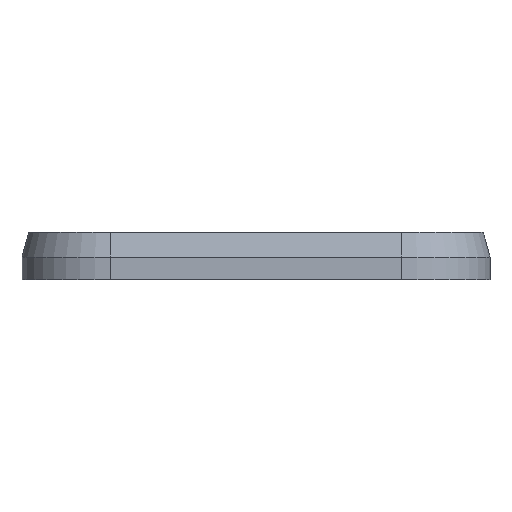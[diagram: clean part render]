
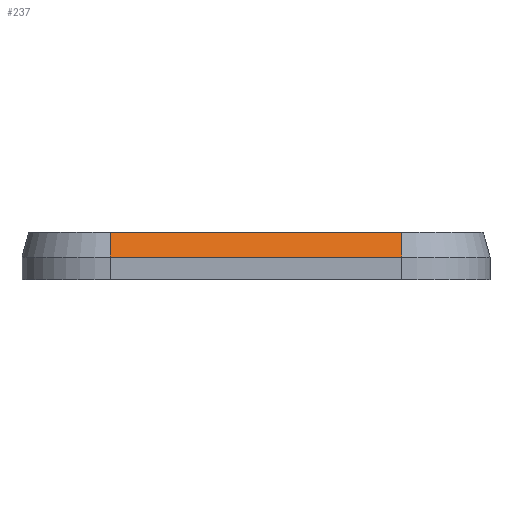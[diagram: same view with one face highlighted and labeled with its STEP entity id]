
A CAD part, left-side view. The second image highlights one B-rep face of the part: STEP entity #237.
In plain terms, the highlighted planar face has unit normal (-0.966, 0, 0.259).
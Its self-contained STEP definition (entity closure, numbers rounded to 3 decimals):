
#173=FACE_OUTER_BOUND('',#551,.T.);
#237=ADVANCED_FACE('',(#173),#285,.F.);
#285=PLANE('',#1178);
#311=LINE('',#1618,#403);
#369=LINE('',#1775,#461);
#377=LINE('',#1796,#469);
#378=LINE('',#1798,#470);
#403=VECTOR('',#1246,1.);
#461=VECTOR('',#1428,1.);
#469=VECTOR('',#1456,1.);
#470=VECTOR('',#1459,1.);
#551=EDGE_LOOP('',(#815,#816,#817,#818));
#815=ORIENTED_EDGE('',*,*,#1036,.F.);
#816=ORIENTED_EDGE('',*,*,#1048,.F.);
#817=ORIENTED_EDGE('',*,*,#957,.F.);
#818=ORIENTED_EDGE('',*,*,#1047,.T.);
#871=VERTEX_POINT('',#1613);
#873=VERTEX_POINT('',#1619);
#908=VERTEX_POINT('',#1770);
#909=VERTEX_POINT('',#1774);
#957=EDGE_CURVE('',#871,#873,#311,.T.);
#1036=EDGE_CURVE('',#909,#908,#369,.T.);
#1047=EDGE_CURVE('',#871,#908,#377,.T.);
#1048=EDGE_CURVE('',#873,#909,#378,.T.);
#1178=AXIS2_PLACEMENT_3D('',#1799,#1460,#1461);
#1246=DIRECTION('',(-0.259,0.,-0.966));
#1428=DIRECTION('',(0.259,0.,0.966));
#1456=DIRECTION('',(0.,1.,0.));
#1459=DIRECTION('',(0.,1.,0.));
#1460=DIRECTION('',(0.966,0.,-0.259));
#1461=DIRECTION('',(0.259,0.,0.966));
#1613=CARTESIAN_POINT('',(-60.357,-14.,2.4));
#1618=CARTESIAN_POINT('',(-60.357,-14.,2.4));
#1619=CARTESIAN_POINT('',(-61.,-14.,0.));
#1770=CARTESIAN_POINT('',(-60.357,14.,2.4));
#1774=CARTESIAN_POINT('',(-61.,14.,0.));
#1775=CARTESIAN_POINT('',(-61.,14.,0.));
#1796=CARTESIAN_POINT('',(-60.357,-14.,2.4));
#1798=CARTESIAN_POINT('',(-61.,-14.,0.));
#1799=CARTESIAN_POINT('',(-61.008,14.03,-0.029));
